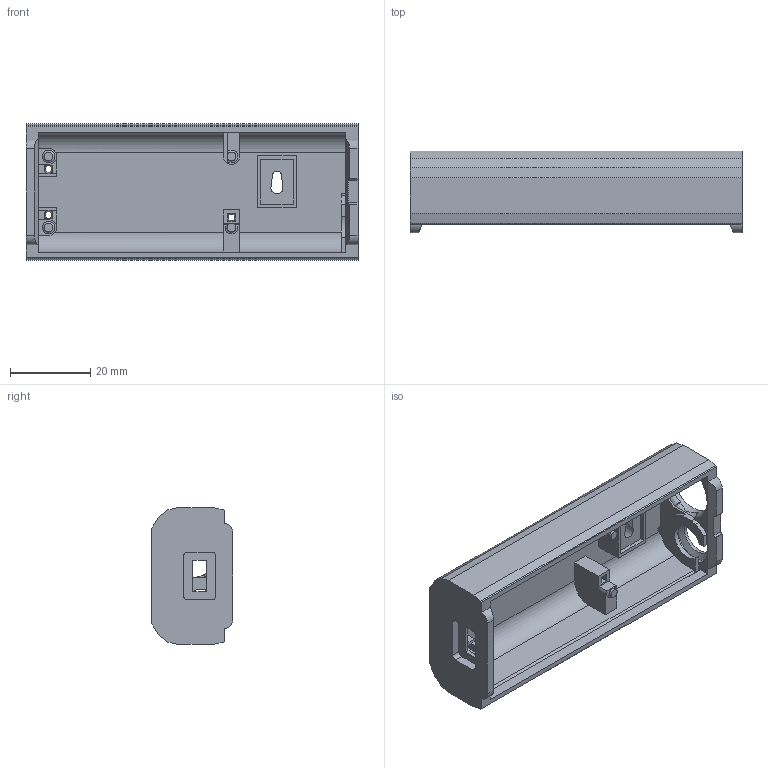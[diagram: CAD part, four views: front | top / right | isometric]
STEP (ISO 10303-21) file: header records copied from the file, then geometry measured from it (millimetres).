
FILE_DESCRIPTION(/* description */ (''),/* implementation_level */ '2;1');
FILE_NAME(/* name */ 'Main Housing (ALT. temp sensor mounting) v59.step',/* time_stamp */ '2019-10-04T21:31:05+02:00',/* author */ (''),/* organization */ (''),/* preprocessor_version */ 'ST-DEVELOPER v18',/* originating_system */ 'Autodesk Translation Framework v8.6.0.1094',/* authorisation */ '');
FILE_SCHEMA (('AUTOMOTIVE_DESIGN { 1 0 10303 214 3 1 1 }'));
Length unit declared in the file: millimetre
Products named in the file (1): Main Housing (ALT. temp sensor mounting)
Bounding box: 83 x 20.4 x 34.2 mm (x, y, z)
Volume: 13592.7 mm3; surface area: 14148.9 mm2
Topology: 1 solids, 1 shells, 988 faces, 2854 edges, 1890 vertices
Faces by surface type: bspline 696, plane 248, cylinder 33, cone 6, torus 5
Full cylindrical faces by diameter (mm): 2.2 x4, 9 x1, 12 x1, 14.4 x1
Entity records: 38603 total; most frequent: CARTESIAN_POINT 17554, ORIENTED_EDGE 5696, EDGE_CURVE 2848, DIRECTION 2152, VERTEX_POINT 1890, LINE 1308, VECTOR 1308, B_SPLINE_CURVE_WITH_KNOTS 1285
